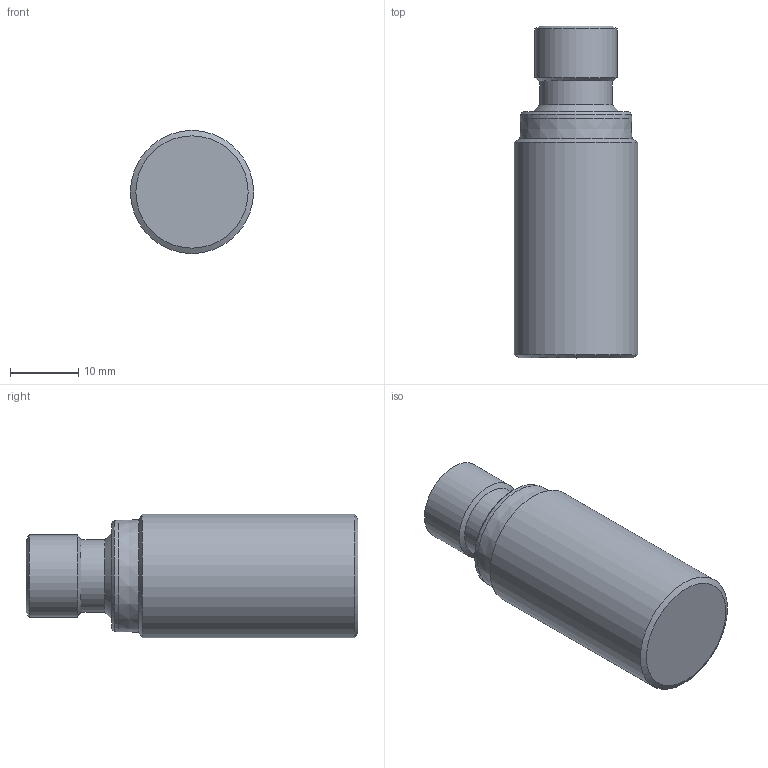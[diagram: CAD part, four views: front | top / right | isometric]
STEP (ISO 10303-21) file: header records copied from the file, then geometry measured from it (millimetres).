
FILE_DESCRIPTION (( 'STEP AP214' ), '1' );
FILE_NAME ('DW-AS-509-M18-x20.STEP', '2019-09-11T20:19:30', ( '' ), ( '' ), 'SwSTEP 2.0', 'SolidWorks 2018', '' );
FILE_SCHEMA (( 'AUTOMOTIVE_DESIGN' ));
Length unit declared in the file: millimetre
Products named in the file (1): DW-AS-509-M18-x20
Bounding box: 18 x 48.5 x 18 mm (x, y, z)
Volume: 4472.9 mm3; surface area: 5041.2 mm2
Topology: 1 solids, 2 shells, 55 faces, 135 edges, 82 vertices
Faces by surface type: plane 21, cylinder 15, cone 10, bspline 8, torus 1
Full cylindrical faces by diameter (mm): 1 x4, 8.4 x1, 10.55 x1, 12.002 x1, 18 x1
Entity records: 1606 total; most frequent: CARTESIAN_POINT 413, DIRECTION 256, ORIENTED_EDGE 206, AXIS2_PLACEMENT_3D 107, EDGE_CURVE 103, EDGE_LOOP 79, VERTEX_POINT 76, FACE_OUTER_BOUND 63
